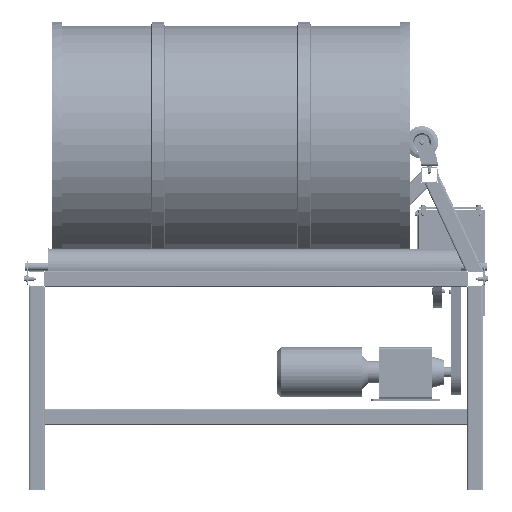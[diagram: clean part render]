
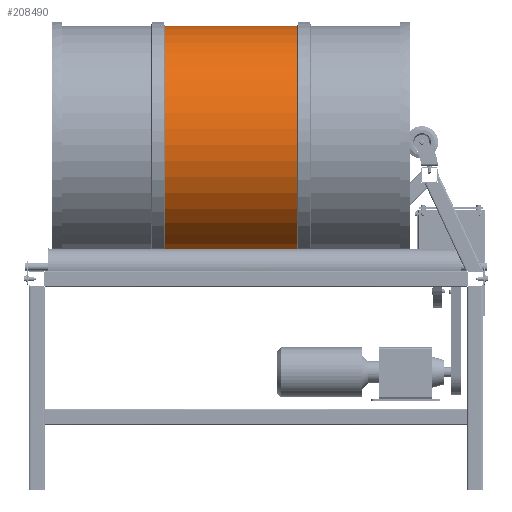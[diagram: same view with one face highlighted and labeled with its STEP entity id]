
A CAD part, left-side view. The second image highlights one B-rep face of the part: STEP entity #208490.
In plain terms, the highlighted free-form (B-spline) face has degree [2, 1] with [5, 2] control points.
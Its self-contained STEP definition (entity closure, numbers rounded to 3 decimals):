
#208419 = EDGE_CURVE('',#208420,#208422,#208424,.T.);
#208420 = VERTEX_POINT('',#208421);
#208421 = CARTESIAN_POINT('',(-1112.576,-143.821,
    776.666));
#208422 = VERTEX_POINT('',#208423);
#208423 = CARTESIAN_POINT('',(-1112.576,297.139,
    776.666));
#208424 = B_SPLINE_CURVE_WITH_KNOTS('',1,(#208425,#208426),
  .UNSPECIFIED.,.F.,.F.,(2,2),(-162.5,162.5),.PIECEWISE_BEZIER_KNOTS.);
#208425 = CARTESIAN_POINT('',(-1112.576,-143.821,
    776.666));
#208426 = CARTESIAN_POINT('',(-1112.576,297.139,
    776.666));
#208429 = VERTEX_POINT('',#208430);
#208430 = CARTESIAN_POINT('',(-1112.576,297.139,
    1550.042));
#208438 = EDGE_CURVE('',#208439,#208429,#208441,.T.);
#208439 = VERTEX_POINT('',#208440);
#208440 = CARTESIAN_POINT('',(-1112.576,-143.821,
    1550.042));
#208441 = B_SPLINE_CURVE_WITH_KNOTS('',1,(#208442,#208443),
  .UNSPECIFIED.,.F.,.F.,(2,2),(-162.5,162.5),.PIECEWISE_BEZIER_KNOTS.);
#208442 = CARTESIAN_POINT('',(-1112.576,-143.821,
    1550.042));
#208443 = CARTESIAN_POINT('',(-1112.576,297.139,
    1550.042));
#208490 = ADVANCED_FACE('',(#208491),#208511,.T.);
#208491 = FACE_BOUND('',#208492,.T.);
#208492 = EDGE_LOOP('',(#208493,#208494,#208502,#208503));
#208493 = ORIENTED_EDGE('',*,*,#208438,.T.);
#208494 = ORIENTED_EDGE('',*,*,#208495,.F.);
#208495 = EDGE_CURVE('',#208422,#208429,#208496,.T.);
#208496 = ( BOUNDED_CURVE() B_SPLINE_CURVE(2,(#208497,#208498,#208499,
#208500,#208501),.UNSPECIFIED.,.F.,.F.) B_SPLINE_CURVE_WITH_KNOTS((3,2,3
    ),(3.142,4.712,6.283),
.PIECEWISE_BEZIER_KNOTS.) CURVE() GEOMETRIC_REPRESENTATION_ITEM() 
RATIONAL_B_SPLINE_CURVE((1.,0.707,1.,0.707,1.)) 
REPRESENTATION_ITEM('') );
#208497 = CARTESIAN_POINT('',(-1112.576,297.139,
    776.666));
#208498 = CARTESIAN_POINT('',(-1499.264,297.139,
    776.666));
#208499 = CARTESIAN_POINT('',(-1499.264,297.139,
    1163.354));
#208500 = CARTESIAN_POINT('',(-1499.264,297.139,
    1550.042));
#208501 = CARTESIAN_POINT('',(-1112.576,297.139,
    1550.042));
#208502 = ORIENTED_EDGE('',*,*,#208419,.F.);
#208503 = ORIENTED_EDGE('',*,*,#208504,.T.);
#208504 = EDGE_CURVE('',#208420,#208439,#208505,.T.);
#208505 = ( BOUNDED_CURVE() B_SPLINE_CURVE(2,(#208506,#208507,#208508,
#208509,#208510),.UNSPECIFIED.,.F.,.F.) B_SPLINE_CURVE_WITH_KNOTS((3,2,3
    ),(3.142,4.712,6.283),
.PIECEWISE_BEZIER_KNOTS.) CURVE() GEOMETRIC_REPRESENTATION_ITEM() 
RATIONAL_B_SPLINE_CURVE((1.,0.707,1.,0.707,1.)) 
REPRESENTATION_ITEM('') );
#208506 = CARTESIAN_POINT('',(-1112.576,-143.821,
    776.666));
#208507 = CARTESIAN_POINT('',(-1499.264,-143.821,
    776.666));
#208508 = CARTESIAN_POINT('',(-1499.264,-143.821,
    1163.354));
#208509 = CARTESIAN_POINT('',(-1499.264,-143.821,
    1550.042));
#208510 = CARTESIAN_POINT('',(-1112.576,-143.821,
    1550.042));
#208511 = ( BOUNDED_SURFACE() B_SPLINE_SURFACE(2,1,(
    (#208512,#208513)
    ,(#208514,#208515)
    ,(#208516,#208517)
    ,(#208518,#208519)
    ,(#208520,#208521
)),.UNSPECIFIED.,.F.,.F.,.F.) B_SPLINE_SURFACE_WITH_KNOTS((3,2,3),(2,2),
  (3.142,4.712,6.283),(-162.5,
    162.5),.PIECEWISE_BEZIER_KNOTS.) 
GEOMETRIC_REPRESENTATION_ITEM() RATIONAL_B_SPLINE_SURFACE((
    (1.,1.)
    ,(0.707,0.707)
    ,(1.,1.)
    ,(0.707,0.707)
,(1.,1.))) REPRESENTATION_ITEM('') SURFACE() );
#208512 = CARTESIAN_POINT('',(-1112.576,-143.821,
    776.666));
#208513 = CARTESIAN_POINT('',(-1112.576,297.139,
    776.666));
#208514 = CARTESIAN_POINT('',(-1499.264,-143.821,
    776.666));
#208515 = CARTESIAN_POINT('',(-1499.264,297.139,
    776.666));
#208516 = CARTESIAN_POINT('',(-1499.264,-143.821,
    1163.354));
#208517 = CARTESIAN_POINT('',(-1499.264,297.139,
    1163.354));
#208518 = CARTESIAN_POINT('',(-1499.264,-143.821,
    1550.042));
#208519 = CARTESIAN_POINT('',(-1499.264,297.139,
    1550.042));
#208520 = CARTESIAN_POINT('',(-1112.576,-143.821,
    1550.042));
#208521 = CARTESIAN_POINT('',(-1112.576,297.139,
    1550.042));
